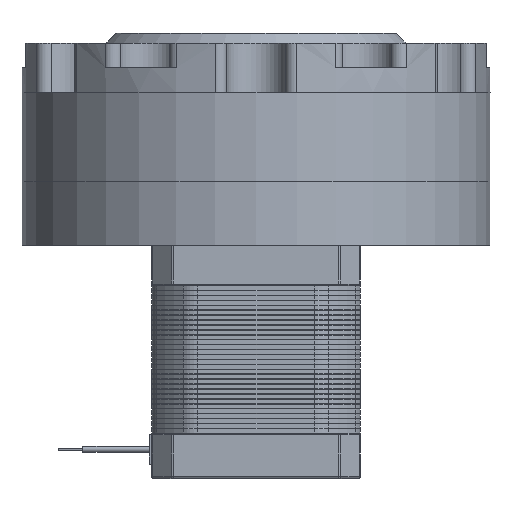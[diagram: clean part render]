
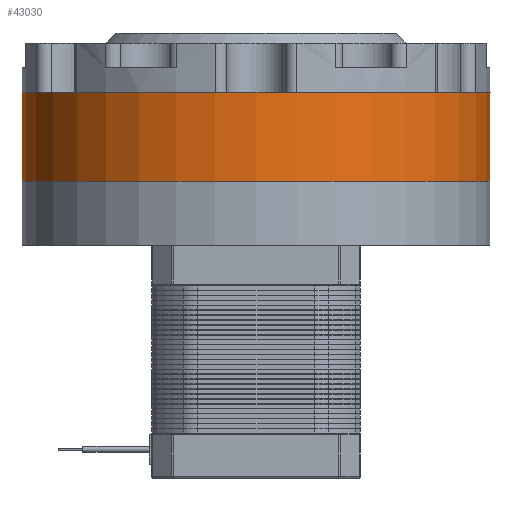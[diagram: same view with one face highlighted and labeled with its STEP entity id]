
A CAD part, front view. The second image highlights one B-rep face of the part: STEP entity #43030.
In plain terms, the highlighted cylindrical face has radius 47.5 mm (diameter 95 mm), a full revolution.
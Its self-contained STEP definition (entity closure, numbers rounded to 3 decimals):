
#2169=CYLINDRICAL_SURFACE('',#48333,47.5);
#4392=FACE_OUTER_BOUND('',#7089,.T.);
#7089=EDGE_LOOP('',(#37713,#37714,#37715,#37716));
#10194=LINE('',#74664,#13447);
#13447=VECTOR('',#60502,47.5);
#16532=CIRCLE('',#48293,47.5);
#16559=CIRCLE('',#48334,47.5);
#20313=VERTEX_POINT('',#74582);
#20340=VERTEX_POINT('',#74663);
#26235=EDGE_CURVE('',#20313,#20313,#16532,.T.);
#26275=EDGE_CURVE('',#20313,#20340,#10194,.T.);
#26276=EDGE_CURVE('',#20340,#20340,#16559,.T.);
#37713=ORIENTED_EDGE('',*,*,#26235,.F.);
#37714=ORIENTED_EDGE('',*,*,#26275,.T.);
#37715=ORIENTED_EDGE('',*,*,#26276,.F.);
#37716=ORIENTED_EDGE('',*,*,#26275,.F.);
#43030=ADVANCED_FACE('',(#4392),#2169,.T.);
#48293=AXIS2_PLACEMENT_3D('',#74583,#60407,#60408);
#48333=AXIS2_PLACEMENT_3D('',#74662,#60500,#60501);
#48334=AXIS2_PLACEMENT_3D('',#74665,#60503,#60504);
#60407=DIRECTION('center_axis',(0.,0.,1.));
#60408=DIRECTION('ref_axis',(-1.,0.,0.));
#60500=DIRECTION('center_axis',(0.,0.,1.));
#60501=DIRECTION('ref_axis',(-1.,0.,0.));
#60502=DIRECTION('',(0.,0.,-1.));
#60503=DIRECTION('center_axis',(0.,0.,-1.));
#60504=DIRECTION('ref_axis',(-1.,0.,0.));
#74582=CARTESIAN_POINT('',(47.5,0.,18.));
#74583=CARTESIAN_POINT('Origin',(0.,0.,18.));
#74662=CARTESIAN_POINT('Origin',(0.,0.,0.));
#74663=CARTESIAN_POINT('',(47.5,0.,0.));
#74664=CARTESIAN_POINT('',(47.5,0.,0.));
#74665=CARTESIAN_POINT('Origin',(0.,0.,0.));
